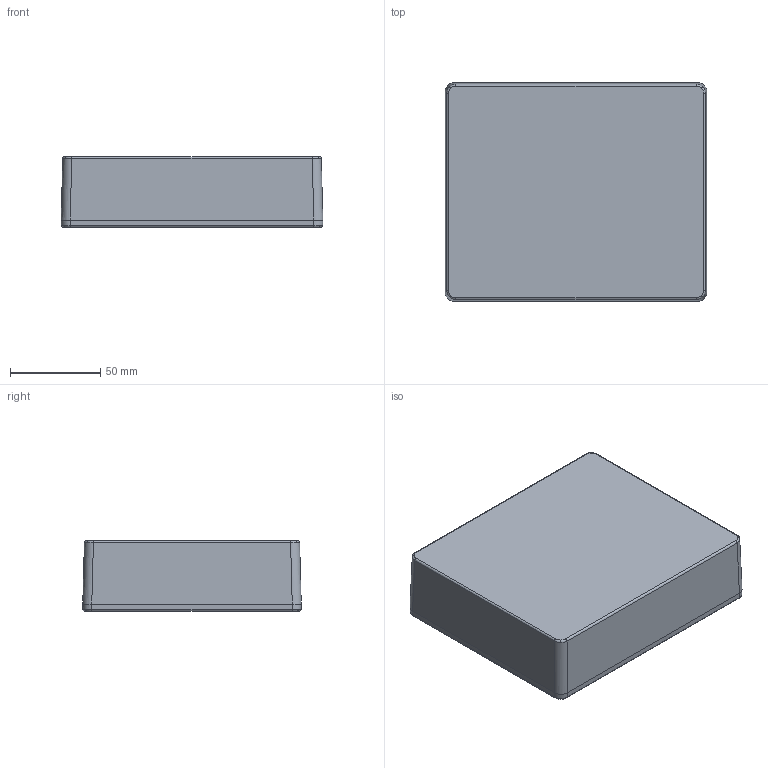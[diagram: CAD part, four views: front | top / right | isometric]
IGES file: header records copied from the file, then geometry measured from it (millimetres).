
Global section: file name: No Iges File Name specified; native system: Autodesk Inventor 2010; preprocessor: AutoDesk Inventor Iges Exporter R2010; author: tcook; date: 20091209.154231; units: millimetre
Bounding box: 145.2 x 121.2 x 39.3 mm (x, y, z)
Volume: 123356.8 mm3; surface area: 109622.3 mm2
Topology: 6 solids, 6 shells, 1118 faces, 2874 edges, 1812 vertices
Faces by surface type: bspline 294, plane 292, cone 236, cylinder 164, revolution 100, torus 32
